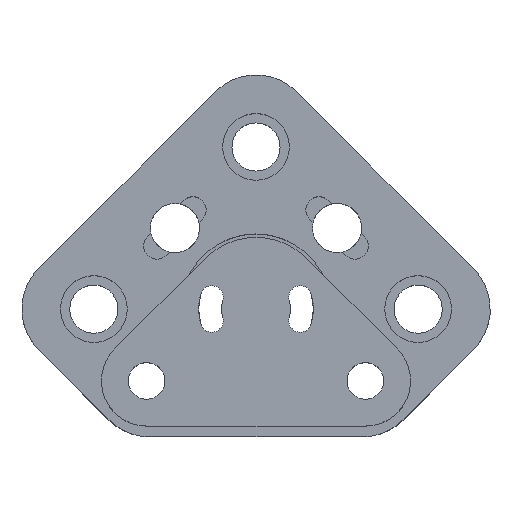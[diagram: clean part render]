
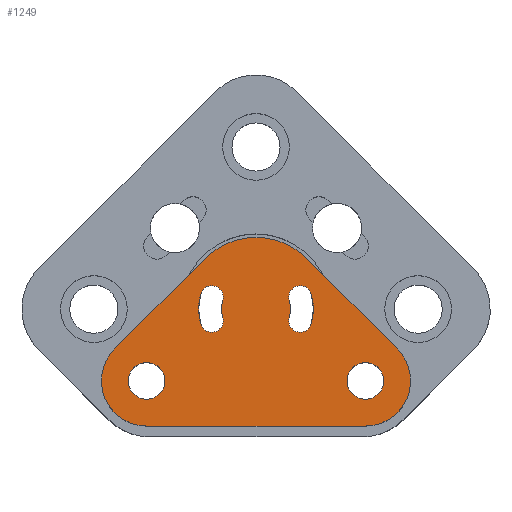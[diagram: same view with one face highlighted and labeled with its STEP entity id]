
A CAD part, top view. The second image highlights one B-rep face of the part: STEP entity #1249.
In plain terms, the highlighted planar face has unit normal (0, 0, 1).
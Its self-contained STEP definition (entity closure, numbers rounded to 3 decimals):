
#43=FACE_BOUND('',#240,.T.);
#44=FACE_BOUND('',#241,.T.);
#45=FACE_BOUND('',#242,.T.);
#46=FACE_BOUND('',#243,.T.);
#77=PLANE('',#1416);
#145=FACE_OUTER_BOUND('',#239,.T.);
#239=EDGE_LOOP('',(#1129,#1130,#1131,#1132,#1133,#1134));
#240=EDGE_LOOP('',(#1135,#1136,#1137,#1138));
#241=EDGE_LOOP('',(#1139,#1140,#1141,#1142,#1143));
#242=EDGE_LOOP('',(#1144));
#243=EDGE_LOOP('',(#1145));
#327=LINE('',#2151,#417);
#330=LINE('',#2159,#420);
#333=LINE('',#2167,#423);
#417=VECTOR('',#1786,10.);
#420=VECTOR('',#1795,10.);
#423=VECTOR('',#1804,10.);
#479=CIRCLE('',#1369,3.);
#481=CIRCLE('',#1372,1.);
#483=CIRCLE('',#1375,1.);
#485=CIRCLE('',#1378,1.);
#487=CIRCLE('',#1381,1.);
#489=CIRCLE('',#1384,3.);
#496=CIRCLE('',#1394,5.);
#497=CIRCLE('',#1395,5.);
#498=CIRCLE('',#1396,5.);
#504=CIRCLE('',#1404,1.6);
#505=CIRCLE('',#1406,1.6);
#506=CIRCLE('',#1409,6.25);
#507=CIRCLE('',#1412,3.939);
#508=CIRCLE('',#1415,3.939);
#589=VERTEX_POINT('',#2064);
#590=VERTEX_POINT('',#2065);
#593=VERTEX_POINT('',#2073);
#595=VERTEX_POINT('',#2079);
#597=VERTEX_POINT('',#2085);
#598=VERTEX_POINT('',#2086);
#601=VERTEX_POINT('',#2094);
#602=VERTEX_POINT('',#2095);
#608=VERTEX_POINT('',#2117);
#617=VERTEX_POINT('',#2140);
#618=VERTEX_POINT('',#2144);
#619=VERTEX_POINT('',#2148);
#620=VERTEX_POINT('',#2150);
#621=VERTEX_POINT('',#2154);
#622=VERTEX_POINT('',#2158);
#623=VERTEX_POINT('',#2162);
#624=VERTEX_POINT('',#2166);
#745=EDGE_CURVE('',#589,#590,#479,.T.);
#749=EDGE_CURVE('',#590,#593,#481,.T.);
#752=EDGE_CURVE('',#595,#589,#483,.T.);
#755=EDGE_CURVE('',#597,#598,#485,.T.);
#759=EDGE_CURVE('',#601,#602,#487,.T.);
#763=EDGE_CURVE('',#602,#597,#489,.T.);
#772=EDGE_CURVE('',#598,#608,#496,.T.);
#773=EDGE_CURVE('',#593,#595,#497,.T.);
#774=EDGE_CURVE('',#608,#601,#498,.T.);
#783=EDGE_CURVE('',#617,#617,#504,.T.);
#785=EDGE_CURVE('',#618,#618,#505,.T.);
#788=EDGE_CURVE('',#620,#619,#327,.T.);
#790=EDGE_CURVE('',#621,#620,#506,.T.);
#792=EDGE_CURVE('',#622,#621,#330,.T.);
#794=EDGE_CURVE('',#623,#622,#507,.T.);
#796=EDGE_CURVE('',#624,#623,#333,.T.);
#798=EDGE_CURVE('',#619,#624,#508,.T.);
#1129=ORIENTED_EDGE('',*,*,#798,.T.);
#1130=ORIENTED_EDGE('',*,*,#796,.T.);
#1131=ORIENTED_EDGE('',*,*,#794,.T.);
#1132=ORIENTED_EDGE('',*,*,#792,.T.);
#1133=ORIENTED_EDGE('',*,*,#790,.T.);
#1134=ORIENTED_EDGE('',*,*,#788,.T.);
#1135=ORIENTED_EDGE('',*,*,#773,.T.);
#1136=ORIENTED_EDGE('',*,*,#752,.T.);
#1137=ORIENTED_EDGE('',*,*,#745,.T.);
#1138=ORIENTED_EDGE('',*,*,#749,.T.);
#1139=ORIENTED_EDGE('',*,*,#759,.T.);
#1140=ORIENTED_EDGE('',*,*,#763,.T.);
#1141=ORIENTED_EDGE('',*,*,#755,.T.);
#1142=ORIENTED_EDGE('',*,*,#772,.T.);
#1143=ORIENTED_EDGE('',*,*,#774,.T.);
#1144=ORIENTED_EDGE('',*,*,#785,.T.);
#1145=ORIENTED_EDGE('',*,*,#783,.T.);
#1249=ADVANCED_FACE('',(#145,#43,#44,#45,#46),#77,.T.);
#1369=AXIS2_PLACEMENT_3D('',#2066,#1692,#1693);
#1372=AXIS2_PLACEMENT_3D('',#2074,#1700,#1701);
#1375=AXIS2_PLACEMENT_3D('',#2080,#1707,#1708);
#1378=AXIS2_PLACEMENT_3D('',#2087,#1714,#1715);
#1381=AXIS2_PLACEMENT_3D('',#2096,#1722,#1723);
#1384=AXIS2_PLACEMENT_3D('',#2103,#1730,#1731);
#1394=AXIS2_PLACEMENT_3D('',#2119,#1752,#1753);
#1395=AXIS2_PLACEMENT_3D('',#2120,#1754,#1755);
#1396=AXIS2_PLACEMENT_3D('',#2121,#1756,#1757);
#1404=AXIS2_PLACEMENT_3D('',#2141,#1775,#1776);
#1406=AXIS2_PLACEMENT_3D('',#2145,#1780,#1781);
#1409=AXIS2_PLACEMENT_3D('',#2155,#1790,#1791);
#1412=AXIS2_PLACEMENT_3D('',#2163,#1799,#1800);
#1415=AXIS2_PLACEMENT_3D('',#2170,#1808,#1809);
#1416=AXIS2_PLACEMENT_3D('',#2171,#1810,#1811);
#1692=DIRECTION('center_axis',(0.,0.,1.));
#1693=DIRECTION('ref_axis',(-1.,0.,0.));
#1700=DIRECTION('center_axis',(0.,0.,-1.));
#1701=DIRECTION('ref_axis',(-1.,0.,0.));
#1707=DIRECTION('center_axis',(0.,0.,-1.));
#1708=DIRECTION('ref_axis',(-1.,0.,0.));
#1714=DIRECTION('center_axis',(0.,0.,-1.));
#1715=DIRECTION('ref_axis',(-1.,0.,0.));
#1722=DIRECTION('center_axis',(0.,0.,-1.));
#1723=DIRECTION('ref_axis',(-1.,0.,0.));
#1730=DIRECTION('center_axis',(0.,0.,1.));
#1731=DIRECTION('ref_axis',(-1.,0.,0.));
#1752=DIRECTION('center_axis',(0.,0.,-1.));
#1753=DIRECTION('ref_axis',(-1.,0.,0.));
#1754=DIRECTION('center_axis',(0.,0.,-1.));
#1755=DIRECTION('ref_axis',(-1.,0.,0.));
#1756=DIRECTION('center_axis',(0.,0.,-1.));
#1757=DIRECTION('ref_axis',(-1.,0.,0.));
#1775=DIRECTION('center_axis',(0.,0.,-1.));
#1776=DIRECTION('ref_axis',(1.,0.,0.));
#1780=DIRECTION('center_axis',(0.,0.,-1.));
#1781=DIRECTION('ref_axis',(1.,0.,0.));
#1786=DIRECTION('',(-0.707,-0.707,0.));
#1790=DIRECTION('center_axis',(0.,0.,1.));
#1791=DIRECTION('ref_axis',(1.,0.,0.));
#1795=DIRECTION('',(-0.707,0.707,0.));
#1799=DIRECTION('center_axis',(0.,0.,1.));
#1800=DIRECTION('ref_axis',(1.,0.,0.));
#1804=DIRECTION('',(1.,0.,0.));
#1808=DIRECTION('center_axis',(0.,0.,1.));
#1809=DIRECTION('ref_axis',(1.,0.,0.));
#1810=DIRECTION('center_axis',(0.,0.,1.));
#1811=DIRECTION('ref_axis',(1.,0.,0.));
#2064=CARTESIAN_POINT('',(2.898,-0.776,3.));
#2065=CARTESIAN_POINT('',(2.898,0.776,3.));
#2066=CARTESIAN_POINT('Origin',(0.,0.,3.));
#2073=CARTESIAN_POINT('',(4.83,1.294,3.));
#2074=CARTESIAN_POINT('Origin',(3.864,1.035,3.));
#2079=CARTESIAN_POINT('',(4.83,-1.294,3.));
#2080=CARTESIAN_POINT('Origin',(3.864,-1.035,3.));
#2085=CARTESIAN_POINT('',(-2.898,-0.776,3.));
#2086=CARTESIAN_POINT('',(-4.83,-1.294,3.));
#2087=CARTESIAN_POINT('Origin',(-3.864,-1.035,3.));
#2094=CARTESIAN_POINT('',(-4.83,1.294,3.));
#2095=CARTESIAN_POINT('',(-2.898,0.776,3.));
#2096=CARTESIAN_POINT('Origin',(-3.864,1.035,3.));
#2103=CARTESIAN_POINT('Origin',(0.,0.,3.));
#2117=CARTESIAN_POINT('',(-5.,0.,3.));
#2119=CARTESIAN_POINT('Origin',(0.,0.,3.));
#2120=CARTESIAN_POINT('Origin',(0.,0.,3.));
#2121=CARTESIAN_POINT('Origin',(0.,0.,3.));
#2140=CARTESIAN_POINT('',(7.942,-6.273,3.));
#2141=CARTESIAN_POINT('Origin',(9.542,-6.273,3.));
#2144=CARTESIAN_POINT('',(-11.142,-6.273,3.));
#2145=CARTESIAN_POINT('Origin',(-9.542,-6.273,3.));
#2148=CARTESIAN_POINT('',(-12.327,-3.488,3.));
#2150=CARTESIAN_POINT('',(-4.419,4.419,3.));
#2151=CARTESIAN_POINT('',(-12.327,-3.488,3.));
#2154=CARTESIAN_POINT('',(4.419,4.419,3.));
#2155=CARTESIAN_POINT('Origin',(0.,0.,3.));
#2158=CARTESIAN_POINT('',(12.327,-3.488,3.));
#2159=CARTESIAN_POINT('',(12.327,-3.488,3.));
#2162=CARTESIAN_POINT('',(9.542,-10.212,3.));
#2163=CARTESIAN_POINT('Origin',(9.542,-6.273,3.));
#2166=CARTESIAN_POINT('',(-9.542,-10.212,3.));
#2167=CARTESIAN_POINT('',(-9.542,-10.212,3.));
#2170=CARTESIAN_POINT('Origin',(-9.542,-6.273,3.));
#2171=CARTESIAN_POINT('Origin',(0.,-1.981,3.));
